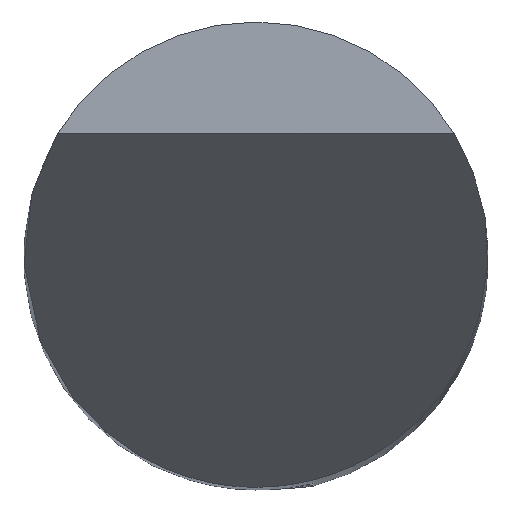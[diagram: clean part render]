
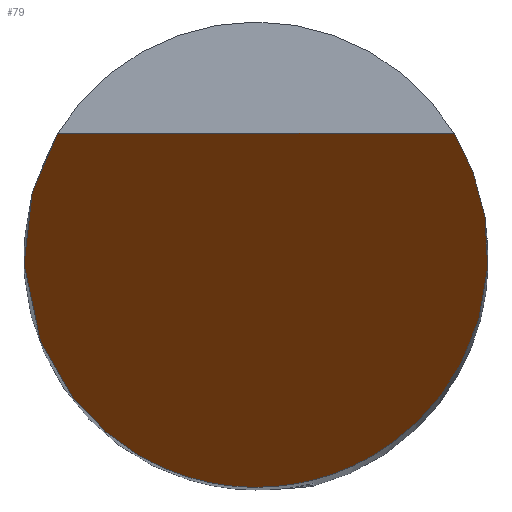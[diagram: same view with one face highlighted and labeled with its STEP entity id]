
A CAD part, top view. The second image highlights one B-rep face of the part: STEP entity #79.
In plain terms, the highlighted planar face has unit normal (0, -0.866, 0.5).
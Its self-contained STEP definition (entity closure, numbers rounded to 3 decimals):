
#56=PLANE('',#659);
#79=ADVANCED_FACE('',(#120),#56,.F.);
#120=FACE_OUTER_BOUND('',#153,.T.);
#153=EDGE_LOOP('',(#330,#331,#332));
#193=LINE('',#1110,#227);
#227=VECTOR('',#745,1.);
#330=ORIENTED_EDGE('',*,*,#533,.T.);
#331=ORIENTED_EDGE('',*,*,#484,.T.);
#332=ORIENTED_EDGE('',*,*,#511,.T.);
#429=VERTEX_POINT('',#857);
#430=VERTEX_POINT('',#862);
#450=VERTEX_POINT('',#991);
#484=EDGE_CURVE('',#430,#429,#595,.T.);
#511=EDGE_CURVE('',#429,#450,#600,.T.);
#533=EDGE_CURVE('',#450,#430,#193,.T.);
#595=(
BOUNDED_CURVE()
B_SPLINE_CURVE(3,(#858,#859,#860,#861),.UNSPECIFIED.,.F.,.F.)
B_SPLINE_CURVE_WITH_KNOTS((4,4),(0.,1.),.UNSPECIFIED.)
CURVE()
GEOMETRIC_REPRESENTATION_ITEM()
RATIONAL_B_SPLINE_CURVE((1.,0.66,0.66,1.))
REPRESENTATION_ITEM('')
);
#600=(
BOUNDED_CURVE()
B_SPLINE_CURVE(3,(#992,#993,#994,#995),.UNSPECIFIED.,.F.,.F.)
B_SPLINE_CURVE_WITH_KNOTS((4,4),(0.,1.),.UNSPECIFIED.)
CURVE()
GEOMETRIC_REPRESENTATION_ITEM()
RATIONAL_B_SPLINE_CURVE((1.,0.66,0.66,1.))
REPRESENTATION_ITEM('')
);
#659=AXIS2_PLACEMENT_3D('',#1112,#748,#749);
#745=DIRECTION('',(-1.,0.,0.));
#748=DIRECTION('',(0.,0.866,-0.5));
#749=DIRECTION('',(0.,0.5,0.866));
#857=CARTESIAN_POINT('',(0.,-2.5,-4.33));
#858=CARTESIAN_POINT('',(-2.136,1.299,2.25));
#859=CARTESIAN_POINT('',(-3.28,-0.581,-1.007));
#860=CARTESIAN_POINT('',(-2.201,-2.5,-4.33));
#861=CARTESIAN_POINT('',(0.,-2.5,-4.33));
#862=CARTESIAN_POINT('',(-2.136,1.299,2.25));
#991=CARTESIAN_POINT('',(2.136,1.299,2.25));
#992=CARTESIAN_POINT('',(0.,-2.5,-4.33));
#993=CARTESIAN_POINT('',(2.201,-2.5,-4.33));
#994=CARTESIAN_POINT('',(3.28,-0.581,-1.007));
#995=CARTESIAN_POINT('',(2.136,1.299,2.25));
#1110=CARTESIAN_POINT('',(0.,1.299,2.25));
#1112=CARTESIAN_POINT('',(2.5,-2.5,-4.33));
